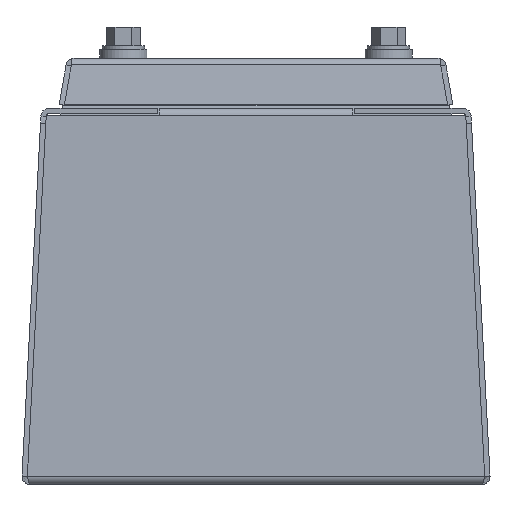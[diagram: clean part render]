
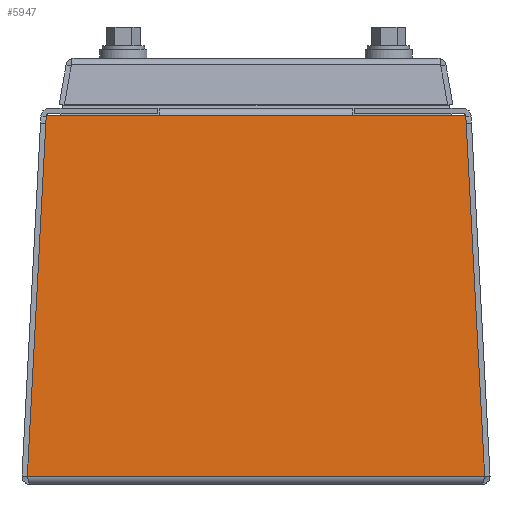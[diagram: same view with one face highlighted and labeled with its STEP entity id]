
A CAD part, left-side view. The second image highlights one B-rep face of the part: STEP entity #5947.
In plain terms, the highlighted planar face has unit normal (-0.999, 0, 0.052).
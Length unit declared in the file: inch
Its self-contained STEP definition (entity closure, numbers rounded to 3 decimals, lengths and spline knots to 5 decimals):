
#549 = VECTOR ( 'NONE', #3887, 39.37008 ) ;
#932 = CARTESIAN_POINT ( 'NONE',  ( -4.97082, -2.43079, 0.0905 ) ) ;
#941 = LINE ( 'NONE', #5461, #1076 ) ;
#954 = AXIS2_PLACEMENT_3D ( 'NONE', #13416, #12316, #13571 ) ;
#1050 = FACE_OUTER_BOUND ( 'NONE', #5772, .T. ) ;
#1076 = VECTOR ( 'NONE', #14499, 39.37008 ) ;
#1146 = LINE ( 'NONE', #4695, #8273 ) ;
#1828 = LINE ( 'NONE', #13371, #4932 ) ;
#2102 = EDGE_CURVE ( 'NONE', #11328, #11187, #941, .T. ) ;
#3078 = CARTESIAN_POINT ( 'NONE',  ( -4.77021, -16.85702, 3.9185 ) ) ;
#3229 = CARTESIAN_POINT ( 'NONE',  ( -4.77021, -16.85702, 3.9185 ) ) ;
#3681 = EDGE_CURVE ( 'NONE', #12744, #8925, #11023, .T. ) ;
#3684 = CARTESIAN_POINT ( 'NONE',  ( -4.77021, -1.02773, 3.9185 ) ) ;
#3812 = VERTEX_POINT ( 'NONE', #3684 ) ;
#3887 = DIRECTION ( 'NONE',  ( 0.052, 0.052, 0.997 ) ) ;
#4113 = DIRECTION ( 'NONE',  ( 0., 1., 0. ) ) ;
#4695 = CARTESIAN_POINT ( 'NONE',  ( -4.77021, 2.23017, 3.9185 ) ) ;
#4932 = VECTOR ( 'NONE', #4113, 39.37008 ) ;
#5005 = LINE ( 'NONE', #11883, #549 ) ;
#5247 = VERTEX_POINT ( 'NONE', #9760 ) ;
#5290 = VECTOR ( 'NONE', #13099, 39.37008 ) ;
#5461 = CARTESIAN_POINT ( 'NONE',  ( -4.97082, -2.40194, 0.0905 ) ) ;
#5568 = PLANE ( 'NONE',  #954 ) ;
#5694 = CARTESIAN_POINT ( 'NONE',  ( -4.97082, 2.43079, 0.0905 ) ) ;
#5772 = EDGE_LOOP ( 'NONE', ( #8691, #11297, #13637, #12054, #8107, #7854 ) ) ;
#5947 = ADVANCED_FACE ( 'NONE', ( #1050 ), #5568, .T. ) ;
#6421 = DIRECTION ( 'NONE',  ( 0., 1., 0. ) ) ;
#6578 = CARTESIAN_POINT ( 'NONE',  ( -4.77021, 1.02773, 3.9185 ) ) ;
#7854 = ORIENTED_EDGE ( 'NONE', *, *, #11720, .T. ) ;
#8040 = CARTESIAN_POINT ( 'NONE',  ( -4.77021, 2.23017, 3.9185 ) ) ;
#8107 = ORIENTED_EDGE ( 'NONE', *, *, #2102, .F. ) ;
#8273 = VECTOR ( 'NONE', #12416, 39.37008 ) ;
#8691 = ORIENTED_EDGE ( 'NONE', *, *, #10161, .T. ) ;
#8925 = VERTEX_POINT ( 'NONE', #8040 ) ;
#9760 = CARTESIAN_POINT ( 'NONE',  ( -4.77021, -2.23017, 3.9185 ) ) ;
#10161 = EDGE_CURVE ( 'NONE', #5247, #3812, #10950, .T. ) ;
#10394 = VECTOR ( 'NONE', #6421, 39.37008 ) ;
#10950 = LINE ( 'NONE', #3078, #5290 ) ;
#11023 = LINE ( 'NONE', #3229, #10394 ) ;
#11187 = VERTEX_POINT ( 'NONE', #5694 ) ;
#11297 = ORIENTED_EDGE ( 'NONE', *, *, #13016, .T. ) ;
#11328 = VERTEX_POINT ( 'NONE', #932 ) ;
#11720 = EDGE_CURVE ( 'NONE', #11328, #5247, #5005, .T. ) ;
#11883 = CARTESIAN_POINT ( 'NONE',  ( -4.97082, -2.43079, 0.0905 ) ) ;
#12054 = ORIENTED_EDGE ( 'NONE', *, *, #14134, .T. ) ;
#12316 = DIRECTION ( 'NONE',  ( -0.999, 0., 0.052 ) ) ;
#12416 = DIRECTION ( 'NONE',  ( -0.052, 0.052, -0.997 ) ) ;
#12744 = VERTEX_POINT ( 'NONE', #6578 ) ;
#13016 = EDGE_CURVE ( 'NONE', #3812, #12744, #1828, .T. ) ;
#13099 = DIRECTION ( 'NONE',  ( 0., 1., 0. ) ) ;
#13371 = CARTESIAN_POINT ( 'NONE',  ( -4.77021, -16.85702, 3.9185 ) ) ;
#13416 = CARTESIAN_POINT ( 'NONE',  ( -4.97242, -16.85702, 0.05998 ) ) ;
#13571 = DIRECTION ( 'NONE',  ( 0.052, 0., 0.999 ) ) ;
#13637 = ORIENTED_EDGE ( 'NONE', *, *, #3681, .T. ) ;
#14134 = EDGE_CURVE ( 'NONE', #8925, #11187, #1146, .T. ) ;
#14499 = DIRECTION ( 'NONE',  ( 0., 1., 0. ) ) ;
